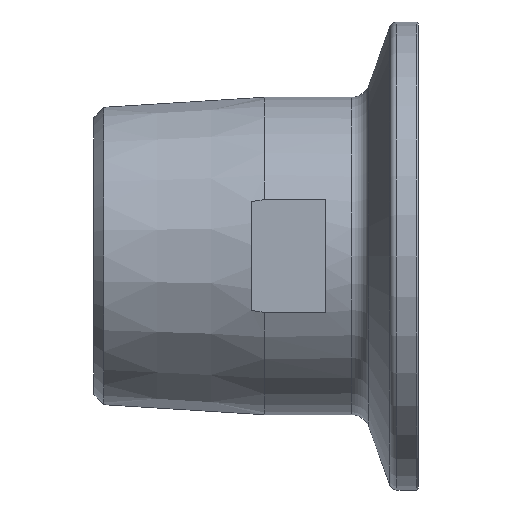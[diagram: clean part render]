
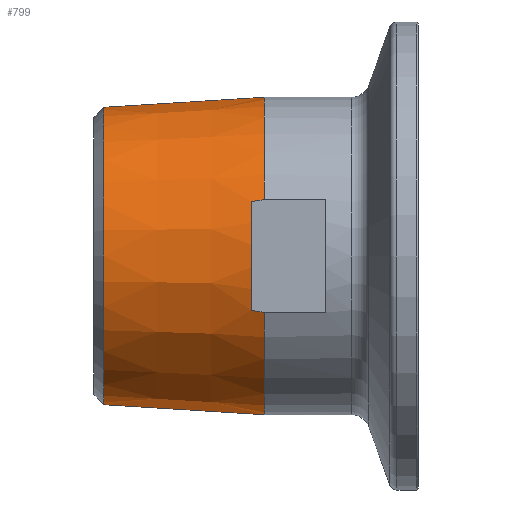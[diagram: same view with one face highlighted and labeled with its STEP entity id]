
A CAD part, front view. The second image highlights one B-rep face of the part: STEP entity #799.
In plain terms, the highlighted conical face has half-angle 3.576 degrees and reference radius 17.125 mm.
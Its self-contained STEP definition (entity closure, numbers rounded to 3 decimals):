
#16 = DIRECTION ( 'NONE',  ( 1., 0., 0. ) ) ;
#19 = ORIENTED_EDGE ( 'NONE', *, *, #128, .F. ) ;
#26 = CARTESIAN_POINT ( 'NONE',  ( -18., 0., 0. ) ) ;
#29 = EDGE_CURVE ( 'NONE', #45, #546, #333, .T. ) ;
#45 = VERTEX_POINT ( 'NONE', #494 ) ;
#55 = CONICAL_SURFACE ( 'NONE', #650, 17.125, 0.062 ) ;
#86 = VERTEX_POINT ( 'NONE', #963 ) ;
#90 = CARTESIAN_POINT ( 'NONE',  ( -17.537, -16., -5.941 ) ) ;
#128 = EDGE_CURVE ( 'NONE', #546, #397, #516, .T. ) ;
#133 = VERTEX_POINT ( 'NONE', #587 ) ;
#140 = ORIENTED_EDGE ( 'NONE', *, *, #29, .F. ) ;
#147 = VERTEX_POINT ( 'NONE', #923 ) ;
#157 = FACE_OUTER_BOUND ( 'NONE', #1017, .T. ) ;
#196 = DIRECTION ( 'NONE',  ( 0., 0., 1. ) ) ;
#210 = DIRECTION ( 'NONE',  ( 0.998, 0., -0.062 ) ) ;
#233 = ORIENTED_EDGE ( 'NONE', *, *, #982, .F. ) ;
#247 = AXIS2_PLACEMENT_3D ( 'NONE', #710, #714, #702 ) ;
#256 = EDGE_CURVE ( 'NONE', #477, #668, #533, .T. ) ;
#272 = EDGE_CURVE ( 'NONE', #45, #147, #487, .T. ) ;
#285 = AXIS2_PLACEMENT_3D ( 'NONE', #693, #309, #529 ) ;
#294 = LINE ( 'NONE', #614, #970 ) ;
#299 = AXIS2_PLACEMENT_3D ( 'NONE', #26, #677, #196 ) ;
#309 = DIRECTION ( 'NONE',  ( 1., 0., 0. ) ) ;
#319 = CARTESIAN_POINT ( 'NONE',  ( -17.073, -16., 6.023 ) ) ;
#332 = DIRECTION ( 'NONE',  ( 1., 0., 0. ) ) ;
#333 = LINE ( 'NONE', #590, #703 ) ;
#346 = DIRECTION ( 'NONE',  ( 0., 0., -1. ) ) ;
#363 = AXIS2_PLACEMENT_3D ( 'NONE', #1038, #16, #346 ) ;
#385 = ORIENTED_EDGE ( 'NONE', *, *, #272, .T. ) ;
#397 = VERTEX_POINT ( 'NONE', #860 ) ;
#429 = ORIENTED_EDGE ( 'NONE', *, *, #256, .F. ) ;
#442 = EDGE_CURVE ( 'NONE', #147, #86, #294, .T. ) ;
#456 = B_SPLINE_CURVE_WITH_KNOTS ( 'NONE', 3,
 ( #571, #90, #478, #642 ),
 .UNSPECIFIED., .F., .F.,
 ( 4, 4 ),
 ( 0.058, 0.06 ),
 .UNSPECIFIED. ) ;
#477 = VERTEX_POINT ( 'NONE', #735 ) ;
#478 = CARTESIAN_POINT ( 'NONE',  ( -17.073, -16., -6.023 ) ) ;
#487 = CIRCLE ( 'NONE', #247, 16.042 ) ;
#494 = CARTESIAN_POINT ( 'NONE',  ( -33.933, 0., 16.042 ) ) ;
#516 = CIRCLE ( 'NONE', #363, 17.125 ) ;
#529 = DIRECTION ( 'NONE',  ( 0., 0., -1. ) ) ;
#533 = CIRCLE ( 'NONE', #299, 17.038 ) ;
#546 = VERTEX_POINT ( 'NONE', #603 ) ;
#548 = CARTESIAN_POINT ( 'NONE',  ( -18., -16., -5.856 ) ) ;
#571 = CARTESIAN_POINT ( 'NONE',  ( -18., -16., -5.856 ) ) ;
#579 = CARTESIAN_POINT ( 'NONE',  ( -17.537, -16., 5.941 ) ) ;
#587 = CARTESIAN_POINT ( 'NONE',  ( -16.609, -16., -6.105 ) ) ;
#590 = CARTESIAN_POINT ( 'NONE',  ( -16.609, 0., 17.125 ) ) ;
#603 = CARTESIAN_POINT ( 'NONE',  ( -16.609, 0., 17.125 ) ) ;
#614 = CARTESIAN_POINT ( 'NONE',  ( -16.609, 0., -17.125 ) ) ;
#625 = ORIENTED_EDGE ( 'NONE', *, *, #442, .T. ) ;
#642 = CARTESIAN_POINT ( 'NONE',  ( -16.609, -16., -6.105 ) ) ;
#649 = DIRECTION ( 'NONE',  ( 0., 0., -1. ) ) ;
#650 = AXIS2_PLACEMENT_3D ( 'NONE', #875, #332, #649 ) ;
#668 = VERTEX_POINT ( 'NONE', #548 ) ;
#673 = EDGE_CURVE ( 'NONE', #133, #86, #947, .T. ) ;
#677 = DIRECTION ( 'NONE',  ( 1., 0., 0. ) ) ;
#693 = CARTESIAN_POINT ( 'NONE',  ( -16.609, 0., 0. ) ) ;
#702 = DIRECTION ( 'NONE',  ( 0., 0., 1. ) ) ;
#703 = VECTOR ( 'NONE', #883, 1000. ) ;
#710 = CARTESIAN_POINT ( 'NONE',  ( -33.933, 0., 0. ) ) ;
#712 = B_SPLINE_CURVE_WITH_KNOTS ( 'NONE', 3,
 ( #960, #319, #579, #807 ),
 .UNSPECIFIED., .F., .F.,
 ( 4, 4 ),
 ( 0.021, 0.022 ),
 .UNSPECIFIED. ) ;
#713 = ORIENTED_EDGE ( 'NONE', *, *, #1002, .F. ) ;
#714 = DIRECTION ( 'NONE',  ( 1., 0., 0. ) ) ;
#735 = CARTESIAN_POINT ( 'NONE',  ( -18., -16., 5.856 ) ) ;
#799 = ADVANCED_FACE ( 'NONE', ( #157 ), #55, .T. ) ;
#807 = CARTESIAN_POINT ( 'NONE',  ( -18., -16., 5.856 ) ) ;
#860 = CARTESIAN_POINT ( 'NONE',  ( -16.609, -16., 6.105 ) ) ;
#875 = CARTESIAN_POINT ( 'NONE',  ( -16.609, 0., 0. ) ) ;
#883 = DIRECTION ( 'NONE',  ( 0.998, 0., 0.062 ) ) ;
#921 = ORIENTED_EDGE ( 'NONE', *, *, #673, .F. ) ;
#923 = CARTESIAN_POINT ( 'NONE',  ( -33.933, 0., -16.042 ) ) ;
#947 = CIRCLE ( 'NONE', #285, 17.125 ) ;
#960 = CARTESIAN_POINT ( 'NONE',  ( -16.609, -16., 6.105 ) ) ;
#963 = CARTESIAN_POINT ( 'NONE',  ( -16.609, 0., -17.125 ) ) ;
#970 = VECTOR ( 'NONE', #210, 1000. ) ;
#982 = EDGE_CURVE ( 'NONE', #668, #133, #456, .T. ) ;
#1002 = EDGE_CURVE ( 'NONE', #397, #477, #712, .T. ) ;
#1017 = EDGE_LOOP ( 'NONE', ( #140, #385, #625, #921, #233, #429, #713, #19 ) ) ;
#1038 = CARTESIAN_POINT ( 'NONE',  ( -16.609, 0., 0. ) ) ;
